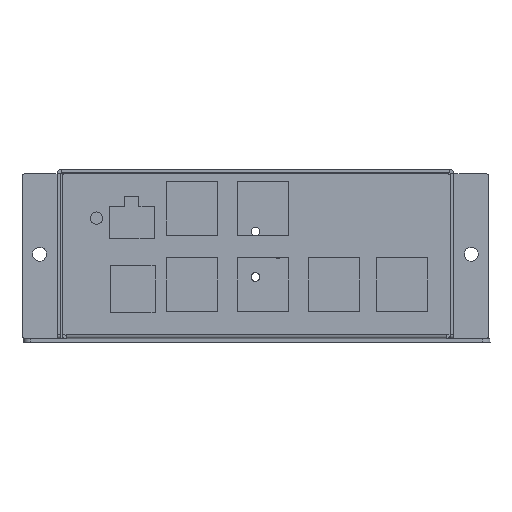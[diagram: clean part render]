
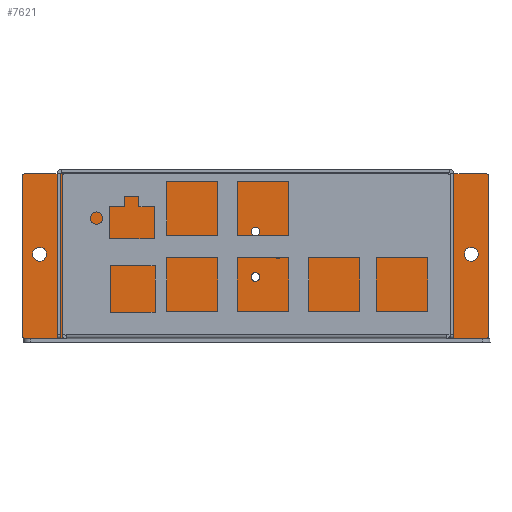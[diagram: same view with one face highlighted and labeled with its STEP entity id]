
A CAD part, top view. The second image highlights one B-rep face of the part: STEP entity #7621.
In plain terms, the highlighted planar face has unit normal (0, 0, 1).
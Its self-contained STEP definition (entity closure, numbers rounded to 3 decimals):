
#407=PLANE('',#8321);
#920=LINE('',#14973,#1473);
#921=LINE('',#14975,#1474);
#922=LINE('',#14977,#1475);
#923=LINE('',#14978,#1476);
#924=LINE('',#14979,#1477);
#925=LINE('',#14980,#1478);
#1473=VECTOR('',#10036,10.);
#1474=VECTOR('',#10039,10.);
#1475=VECTOR('',#10040,10.);
#1476=VECTOR('',#10041,10.);
#1477=VECTOR('',#10042,10.);
#1478=VECTOR('',#10043,10.);
#1932=FACE_BOUND('',#3049,.T.);
#1933=FACE_BOUND('',#3050,.T.);
#1934=FACE_BOUND('',#3051,.T.);
#1935=FACE_BOUND('',#3052,.T.);
#1936=FACE_BOUND('',#3053,.T.);
#1937=FACE_BOUND('',#3054,.T.);
#2401=FACE_OUTER_BOUND('',#3048,.T.);
#3048=EDGE_LOOP('',(#6882,#6883,#6884,#6885,#6886,#6887,#6888,#6889,#6890,
#6891));
#3049=EDGE_LOOP('',(#6892));
#3050=EDGE_LOOP('',(#6893));
#3051=EDGE_LOOP('',(#6894));
#3052=EDGE_LOOP('',(#6895));
#3053=EDGE_LOOP('',(#6896));
#3054=EDGE_LOOP('',(#6897));
#3300=CIRCLE('',#8038,1.23);
#3302=CIRCLE('',#8041,1.23);
#3304=CIRCLE('',#8044,1.23);
#3306=CIRCLE('',#8047,1.23);
#3308=CIRCLE('',#8050,2.);
#3310=CIRCLE('',#8053,2.);
#3476=CIRCLE('',#8310,1.);
#3478=CIRCLE('',#8313,1.);
#3480=CIRCLE('',#8316,1.);
#3482=CIRCLE('',#8319,1.);
#3978=VERTEX_POINT('',#14449);
#3980=VERTEX_POINT('',#14454);
#3982=VERTEX_POINT('',#14459);
#3984=VERTEX_POINT('',#14464);
#3986=VERTEX_POINT('',#14469);
#3988=VERTEX_POINT('',#14474);
#4170=VERTEX_POINT('',#14936);
#4171=VERTEX_POINT('',#14938);
#4174=VERTEX_POINT('',#14945);
#4175=VERTEX_POINT('',#14947);
#4178=VERTEX_POINT('',#14954);
#4179=VERTEX_POINT('',#14956);
#4182=VERTEX_POINT('',#14963);
#4183=VERTEX_POINT('',#14965);
#4185=VERTEX_POINT('',#14971);
#4186=VERTEX_POINT('',#14976);
#4917=EDGE_CURVE('',#3978,#3978,#3300,.T.);
#4919=EDGE_CURVE('',#3980,#3980,#3302,.T.);
#4921=EDGE_CURVE('',#3982,#3982,#3304,.T.);
#4923=EDGE_CURVE('',#3984,#3984,#3306,.T.);
#4925=EDGE_CURVE('',#3986,#3986,#3308,.T.);
#4927=EDGE_CURVE('',#3988,#3988,#3310,.T.);
#5117=EDGE_CURVE('',#4171,#4170,#3476,.T.);
#5121=EDGE_CURVE('',#4175,#4174,#3478,.T.);
#5125=EDGE_CURVE('',#4179,#4178,#3480,.T.);
#5129=EDGE_CURVE('',#4183,#4182,#3482,.T.);
#5133=EDGE_CURVE('',#4185,#4182,#920,.T.);
#5134=EDGE_CURVE('',#4183,#4170,#921,.T.);
#5135=EDGE_CURVE('',#4185,#4186,#922,.T.);
#5136=EDGE_CURVE('',#4186,#4175,#923,.T.);
#5137=EDGE_CURVE('',#4174,#4179,#924,.T.);
#5138=EDGE_CURVE('',#4178,#4171,#925,.T.);
#6882=ORIENTED_EDGE('',*,*,#5117,.T.);
#6883=ORIENTED_EDGE('',*,*,#5134,.F.);
#6884=ORIENTED_EDGE('',*,*,#5129,.T.);
#6885=ORIENTED_EDGE('',*,*,#5133,.F.);
#6886=ORIENTED_EDGE('',*,*,#5135,.T.);
#6887=ORIENTED_EDGE('',*,*,#5136,.T.);
#6888=ORIENTED_EDGE('',*,*,#5121,.T.);
#6889=ORIENTED_EDGE('',*,*,#5137,.T.);
#6890=ORIENTED_EDGE('',*,*,#5125,.T.);
#6891=ORIENTED_EDGE('',*,*,#5138,.T.);
#6892=ORIENTED_EDGE('',*,*,#4917,.T.);
#6893=ORIENTED_EDGE('',*,*,#4919,.T.);
#6894=ORIENTED_EDGE('',*,*,#4921,.T.);
#6895=ORIENTED_EDGE('',*,*,#4923,.T.);
#6896=ORIENTED_EDGE('',*,*,#4925,.T.);
#6897=ORIENTED_EDGE('',*,*,#4927,.T.);
#7621=ADVANCED_FACE('',(#2401,#1932,#1933,#1934,#1935,#1936,#1937),#407,
 .F.);
#8038=AXIS2_PLACEMENT_3D('',#14450,#9437,#9438);
#8041=AXIS2_PLACEMENT_3D('',#14455,#9443,#9444);
#8044=AXIS2_PLACEMENT_3D('',#14460,#9449,#9450);
#8047=AXIS2_PLACEMENT_3D('',#14465,#9455,#9456);
#8050=AXIS2_PLACEMENT_3D('',#14470,#9461,#9462);
#8053=AXIS2_PLACEMENT_3D('',#14475,#9467,#9468);
#8310=AXIS2_PLACEMENT_3D('',#14939,#10005,#10006);
#8313=AXIS2_PLACEMENT_3D('',#14948,#10013,#10014);
#8316=AXIS2_PLACEMENT_3D('',#14957,#10021,#10022);
#8319=AXIS2_PLACEMENT_3D('',#14966,#10029,#10030);
#8321=AXIS2_PLACEMENT_3D('',#14974,#10037,#10038);
#9437=DIRECTION('center_axis',(0.,0.,
-1.));
#9438=DIRECTION('ref_axis',(-1.,0.,0.));
#9443=DIRECTION('center_axis',(0.,0.,
-1.));
#9444=DIRECTION('ref_axis',(-1.,0.,0.));
#9449=DIRECTION('center_axis',(0.,0.,
-1.));
#9450=DIRECTION('ref_axis',(-1.,0.,0.));
#9455=DIRECTION('center_axis',(0.,0.,
-1.));
#9456=DIRECTION('ref_axis',(-1.,0.,0.));
#9461=DIRECTION('center_axis',(0.,0.,
-1.));
#9462=DIRECTION('ref_axis',(1.,0.,0.));
#9467=DIRECTION('center_axis',(0.,0.,
-1.));
#9468=DIRECTION('ref_axis',(-1.,0.,0.));
#10005=DIRECTION('center_axis',(0.,0.,
1.));
#10006=DIRECTION('ref_axis',(0.,1.,0.));
#10013=DIRECTION('center_axis',(0.,0.,
1.));
#10014=DIRECTION('ref_axis',(0.,-1.,0.));
#10021=DIRECTION('center_axis',(0.,0.,
1.));
#10022=DIRECTION('ref_axis',(1.,0.,0.));
#10029=DIRECTION('center_axis',(0.,0.,
1.));
#10030=DIRECTION('ref_axis',(-1.,0.,0.));
#10036=DIRECTION('',(1.,0.,0.));
#10037=DIRECTION('center_axis',(0.,0.,
-1.));
#10038=DIRECTION('ref_axis',(0.,1.,0.));
#10039=DIRECTION('',(0.,-1.,0.));
#10040=DIRECTION('',(-1.,0.,0.));
#10041=DIRECTION('',(-1.,0.,0.));
#10042=DIRECTION('',(0.,-1.,0.));
#10043=DIRECTION('',(1.,0.,0.));
#14449=CARTESIAN_POINT('',(-1.23,-29.425,-31.425));
#14450=CARTESIAN_POINT('Origin',(0.,-29.425,
-31.425));
#14454=CARTESIAN_POINT('',(-1.23,-16.525,-31.425));
#14455=CARTESIAN_POINT('Origin',(0.,-16.525,
-31.425));
#14459=CARTESIAN_POINT('',(-7.73,-22.975,-31.425));
#14460=CARTESIAN_POINT('Origin',(-6.5,-22.975,-31.425));
#14464=CARTESIAN_POINT('',(5.27,-22.975,-31.425));
#14465=CARTESIAN_POINT('Origin',(6.5,-22.975,-31.425));
#14469=CARTESIAN_POINT('',(-63.325,-23.,-31.425));
#14470=CARTESIAN_POINT('Origin',(-61.325,-23.,-31.425));
#14474=CARTESIAN_POINT('',(63.325,-23.,-31.425));
#14475=CARTESIAN_POINT('Origin',(61.325,-23.,-31.425));
#14936=CARTESIAN_POINT('',(66.325,-46.,-31.425));
#14938=CARTESIAN_POINT('',(65.325,-47.,-31.425));
#14939=CARTESIAN_POINT('Origin',(65.325,-46.,-31.425));
#14945=CARTESIAN_POINT('',(-66.325,-1.1,-31.425));
#14947=CARTESIAN_POINT('',(-65.325,-0.1,-31.425));
#14948=CARTESIAN_POINT('Origin',(-65.325,-1.1,-31.425));
#14954=CARTESIAN_POINT('',(-65.325,-47.,-31.425));
#14956=CARTESIAN_POINT('',(-66.325,-46.,-31.425));
#14957=CARTESIAN_POINT('Origin',(-65.325,-46.,-31.425));
#14963=CARTESIAN_POINT('',(65.325,-0.1,-31.425));
#14965=CARTESIAN_POINT('',(66.325,-1.1,-31.425));
#14966=CARTESIAN_POINT('Origin',(65.325,-1.1,-31.425));
#14971=CARTESIAN_POINT('',(55.225,-0.1,-31.425));
#14973=CARTESIAN_POINT('',(56.325,-0.1,-31.425));
#14974=CARTESIAN_POINT('Origin',(0.,-23.126,
-31.425));
#14975=CARTESIAN_POINT('',(66.325,-0.1,-31.425));
#14976=CARTESIAN_POINT('',(-55.225,-0.1,-31.425));
#14977=CARTESIAN_POINT('',(0.,-0.1,-31.425));
#14978=CARTESIAN_POINT('',(0.,-0.1,-31.425));
#14979=CARTESIAN_POINT('',(-66.325,-0.1,-31.425));
#14980=CARTESIAN_POINT('',(56.325,-47.,-31.425));
